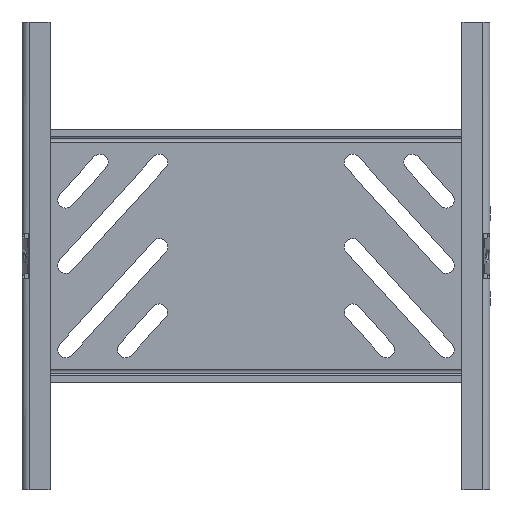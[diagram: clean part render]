
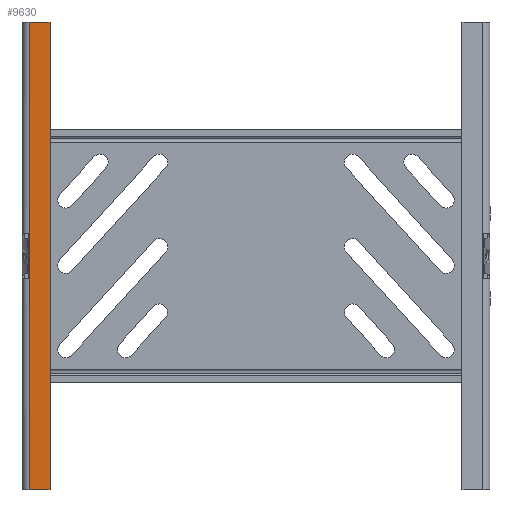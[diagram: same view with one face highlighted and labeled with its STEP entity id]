
A CAD part, front view. The second image highlights one B-rep face of the part: STEP entity #9630.
In plain terms, the highlighted planar face has unit normal (-0.052, -0.999, 0).
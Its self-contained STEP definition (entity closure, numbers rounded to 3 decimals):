
#325 = ORIENTED_EDGE ( 'NONE', *, *, #10438, .F. ) ;
#367 = LINE ( 'NONE', #9899, #4509 ) ;
#389 = DIRECTION ( 'NONE',  ( 0., 0., -1. ) ) ;
#448 = EDGE_LOOP ( 'NONE', ( #325, #7579, #3332, #9158 ) ) ;
#921 = VERTEX_POINT ( 'NONE', #10380 ) ;
#1054 = PLANE ( 'NONE',  #1214 ) ;
#1214 = AXIS2_PLACEMENT_3D ( 'NONE', #6797, #9317, #4369 ) ;
#2012 = EDGE_CURVE ( 'NONE', #3704, #921, #8300, .T. ) ;
#2063 = CARTESIAN_POINT ( 'NONE',  ( 3.08, -0.161, 100. ) ) ;
#3332 = ORIENTED_EDGE ( 'NONE', *, *, #4291, .T. ) ;
#3638 = VECTOR ( 'NONE', #7389, 1000. ) ;
#3684 = DIRECTION ( 'NONE',  ( -0.999, 0.052, 0. ) ) ;
#3704 = VERTEX_POINT ( 'NONE', #10144 ) ;
#4212 = VERTEX_POINT ( 'NONE', #10584 ) ;
#4291 = EDGE_CURVE ( 'NONE', #7184, #3704, #10216, .T. ) ;
#4369 = DIRECTION ( 'NONE',  ( 0.999, -0.052, 0. ) ) ;
#4509 = VECTOR ( 'NONE', #5759, 1000. ) ;
#5324 = EDGE_CURVE ( 'NONE', #7184, #4212, #367, .T. ) ;
#5759 = DIRECTION ( 'NONE',  ( 0., 0., -1. ) ) ;
#5837 = CARTESIAN_POINT ( 'NONE',  ( 12., -0.629, 100. ) ) ;
#6008 = FACE_OUTER_BOUND ( 'NONE', #448, .T. ) ;
#6543 = CARTESIAN_POINT ( 'NONE',  ( 12., -0.629, 100. ) ) ;
#6797 = CARTESIAN_POINT ( 'NONE',  ( 12., -0.629, 100. ) ) ;
#7184 = VERTEX_POINT ( 'NONE', #5837 ) ;
#7389 = DIRECTION ( 'NONE',  ( -0.999, 0.052, 0. ) ) ;
#7579 = ORIENTED_EDGE ( 'NONE', *, *, #5324, .F. ) ;
#7629 = VECTOR ( 'NONE', #3684, 1000. ) ;
#7771 = CARTESIAN_POINT ( 'NONE',  ( 12., -0.629, -100. ) ) ;
#8300 = LINE ( 'NONE', #2063, #10250 ) ;
#9158 = ORIENTED_EDGE ( 'NONE', *, *, #2012, .T. ) ;
#9317 = DIRECTION ( 'NONE',  ( -0.052, -0.999, 0. ) ) ;
#9630 = ADVANCED_FACE ( 'NONE', ( #6008 ), #1054, .T. ) ;
#9899 = CARTESIAN_POINT ( 'NONE',  ( 12., -0.629, 100. ) ) ;
#10103 = LINE ( 'NONE', #7771, #7629 ) ;
#10144 = CARTESIAN_POINT ( 'NONE',  ( 3.08, -0.161, 100. ) ) ;
#10216 = LINE ( 'NONE', #6543, #3638 ) ;
#10250 = VECTOR ( 'NONE', #389, 1000. ) ;
#10380 = CARTESIAN_POINT ( 'NONE',  ( 3.08, -0.161, -100. ) ) ;
#10438 = EDGE_CURVE ( 'NONE', #4212, #921, #10103, .T. ) ;
#10584 = CARTESIAN_POINT ( 'NONE',  ( 12., -0.629, -100. ) ) ;
